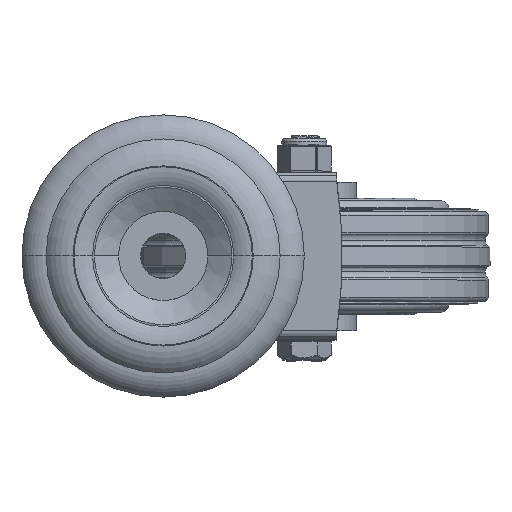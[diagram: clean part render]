
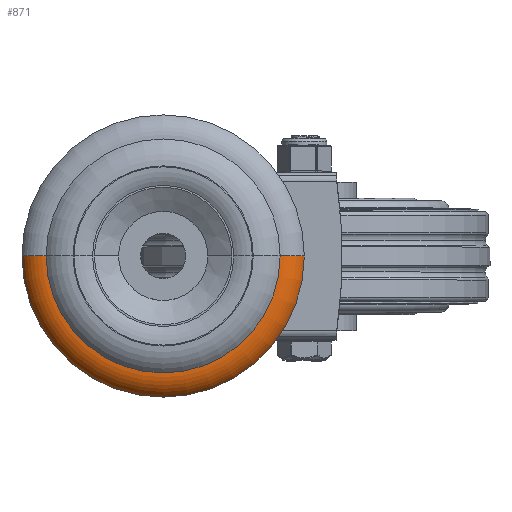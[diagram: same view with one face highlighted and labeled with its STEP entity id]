
A CAD part, top view. The second image highlights one B-rep face of the part: STEP entity #871.
In plain terms, the highlighted toroidal (fillet/blend) face has major radius 31.5 mm and minor radius 7.281 mm.
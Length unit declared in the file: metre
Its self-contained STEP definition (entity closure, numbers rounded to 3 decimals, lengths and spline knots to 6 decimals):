
#871=ADVANCED_FACE('3:5249',(#1713),#1714,.T.);
#1713=FACE_OUTER_BOUND('',#3169,.T.);
#1714=TOROIDAL_SURFACE('',#3170,0.0315,0.007281);
#3169=EDGE_LOOP('',(#12241,#12242,#12243,#12244));
#3170=AXIS2_PLACEMENT_3D('',#12245,#12246,#12247);
#12241=ORIENTED_EDGE('',*,*,#17619,.F.);
#12242=ORIENTED_EDGE('',*,*,#17620,.T.);
#12243=ORIENTED_EDGE('',*,*,#17621,.F.);
#12244=ORIENTED_EDGE('',*,*,#17618,.F.);
#12245=CARTESIAN_POINT('',(0.0,0.0,-0.001281));
#12246=DIRECTION('',(0.0,0.0,-1.0));
#12247=DIRECTION('',(-1.0,0.0,0.0));
#17618=EDGE_CURVE('3:6122',#19433,#19430,#19435,.T.);
#17619=EDGE_CURVE('',#19436,#19433,#19437,.T.);
#17620=EDGE_CURVE('3:6102',#19436,#19438,#19439,.T.);
#17621=EDGE_CURVE('',#19430,#19438,#19440,.T.);
#19430=VERTEX_POINT('',#22223);
#19433=VERTEX_POINT('',#22227);
#19435=CIRCLE('',#22230,0.038);
#19436=VERTEX_POINT('',#22231);
#19437=CIRCLE('',#22232,0.007281);
#19438=VERTEX_POINT('',#22233);
#19439=CIRCLE('',#22234,0.0315);
#19440=CIRCLE('',#22235,0.007281);
#22223=CARTESIAN_POINT('',(-0.038,0.,0.002));
#22227=CARTESIAN_POINT('',(0.038,0.,0.002));
#22230=AXIS2_PLACEMENT_3D('',#29586,#29587,#29588);
#22231=CARTESIAN_POINT('',(0.0315,0.,0.006));
#22232=AXIS2_PLACEMENT_3D('',#29589,#29590,#29591);
#22233=CARTESIAN_POINT('',(-0.0315,0.,0.006));
#22234=AXIS2_PLACEMENT_3D('',#29592,#29593,#29594);
#22235=AXIS2_PLACEMENT_3D('',#29595,#29596,#29597);
#29586=CARTESIAN_POINT('',(0.0,0.0,0.002));
#29587=DIRECTION('',(0.0,0.0,-1.0));
#29588=DIRECTION('',(1.0,0.0,0.0));
#29589=CARTESIAN_POINT('',(0.0315,0.,-0.001281));
#29590=DIRECTION('',(0.,1.0,0.0));
#29591=DIRECTION('',(1.0,0.,0.0));
#29592=CARTESIAN_POINT('',(0.0,0.0,0.006));
#29593=DIRECTION('',(0.0,0.0,-1.0));
#29594=DIRECTION('',(-1.0,0.0,0.0));
#29595=CARTESIAN_POINT('',(-0.0315,0.,-0.001281));
#29596=DIRECTION('',(0.,1.0,0.0));
#29597=DIRECTION('',(-1.0,0.,-0.0));
